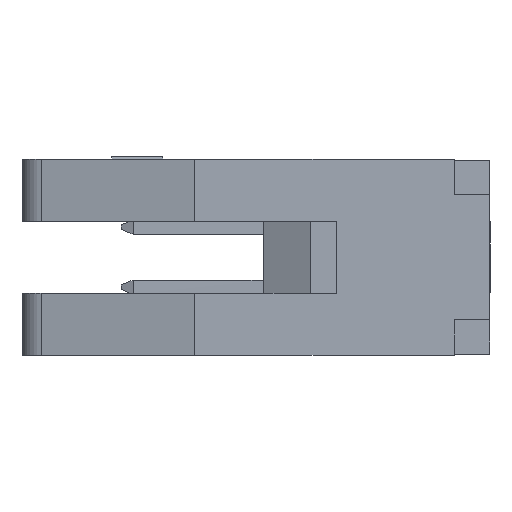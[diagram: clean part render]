
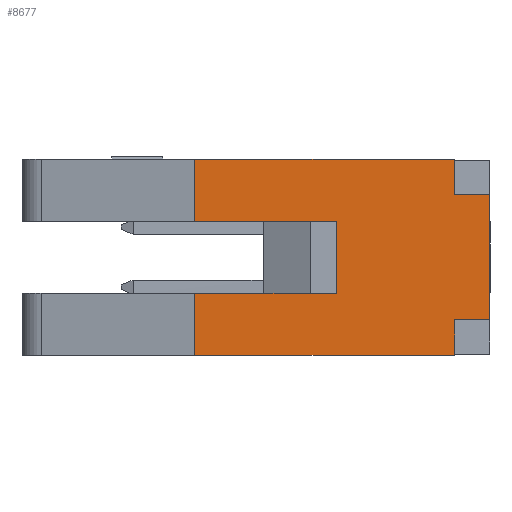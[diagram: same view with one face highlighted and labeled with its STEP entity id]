
A CAD part, left-side view. The second image highlights one B-rep face of the part: STEP entity #8677.
In plain terms, the highlighted planar face has unit normal (-1, 0, 0).
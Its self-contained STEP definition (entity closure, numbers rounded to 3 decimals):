
#7711=CARTESIAN_POINT('',(-5.2,1.5,-8.4));
#7712=VERTEX_POINT('',#7711);
#7719=CARTESIAN_POINT('',(-5.2,12.5,-8.4));
#7720=VERTEX_POINT('',#7719);
#7721=CARTESIAN_POINT('',(-5.2,1.5,-8.4));
#7722=DIRECTION('',(0.,1.,0.));
#7723=VECTOR('',#7722,11.);
#7724=LINE('',#7721,#7723);
#7725=EDGE_CURVE('',#7712,#7720,#7724,.T.);
#8004=CARTESIAN_POINT('',(-5.2,12.5,-0.1));
#8005=VERTEX_POINT('',#8004);
#8012=CARTESIAN_POINT('',(-5.2,1.5,-0.1));
#8013=VERTEX_POINT('',#8012);
#8014=CARTESIAN_POINT('',(-5.2,12.5,-0.1));
#8015=DIRECTION('',(0.,-1.,0.));
#8016=VECTOR('',#8015,11.);
#8017=LINE('',#8014,#8016);
#8018=EDGE_CURVE('',#8005,#8013,#8017,.T.);
#8580=CARTESIAN_POINT('',(-5.2,12.5,-2.725));
#8581=VERTEX_POINT('',#8580);
#8588=CARTESIAN_POINT('',(-5.2,12.5,-2.725));
#8589=DIRECTION('',(0.,0.,1.));
#8590=VECTOR('',#8589,2.625);
#8591=LINE('',#8588,#8590);
#8592=EDGE_CURVE('',#8581,#8005,#8591,.T.);
#8599=CARTESIAN_POINT('',(-5.2,19.8,-8.4));
#8600=DIRECTION('',(0.,0.,1.));
#8601=DIRECTION('',(-1.,0.,0.));
#8602=AXIS2_PLACEMENT_3D('',#8599,#8601,#8600);
#8603=PLANE('',#8602);
#8604=CARTESIAN_POINT('',(-5.2,1.5,-6.9));
#8605=VERTEX_POINT('',#8604);
#8606=CARTESIAN_POINT('',(-5.2,1.5,-8.4));
#8607=DIRECTION('',(0.,0.,1.));
#8608=VECTOR('',#8607,1.5);
#8609=LINE('',#8606,#8608);
#8610=EDGE_CURVE('',#7712,#8605,#8609,.T.);
#8611=ORIENTED_EDGE('',*,*,#8610,.T.);
#8612=CARTESIAN_POINT('',(-5.2,0.,-6.9));
#8613=VERTEX_POINT('',#8612);
#8614=CARTESIAN_POINT('',(-5.2,1.5,-6.9));
#8615=DIRECTION('',(0.,-1.,0.));
#8616=VECTOR('',#8615,1.5);
#8617=LINE('',#8614,#8616);
#8618=EDGE_CURVE('',#8605,#8613,#8617,.T.);
#8619=ORIENTED_EDGE('',*,*,#8618,.T.);
#8620=CARTESIAN_POINT('',(-5.2,0.,-1.6));
#8621=VERTEX_POINT('',#8620);
#8622=CARTESIAN_POINT('',(-5.2,0.,-6.9));
#8623=DIRECTION('',(0.,0.,1.));
#8624=VECTOR('',#8623,5.3);
#8625=LINE('',#8622,#8624);
#8626=EDGE_CURVE('',#8613,#8621,#8625,.T.);
#8627=ORIENTED_EDGE('',*,*,#8626,.T.);
#8628=CARTESIAN_POINT('',(-5.2,1.5,-1.6));
#8629=VERTEX_POINT('',#8628);
#8630=CARTESIAN_POINT('',(-5.2,0.,-1.6));
#8631=DIRECTION('',(0.,1.,0.));
#8632=VECTOR('',#8631,1.5);
#8633=LINE('',#8630,#8632);
#8634=EDGE_CURVE('',#8621,#8629,#8633,.T.);
#8635=ORIENTED_EDGE('',*,*,#8634,.T.);
#8636=CARTESIAN_POINT('',(-5.2,1.5,-1.6));
#8637=DIRECTION('',(0.,0.,1.));
#8638=VECTOR('',#8637,1.5);
#8639=LINE('',#8636,#8638);
#8640=EDGE_CURVE('',#8629,#8013,#8639,.T.);
#8641=ORIENTED_EDGE('',*,*,#8640,.T.);
#8642=ORIENTED_EDGE('',*,*,#8018,.F.);
#8643=ORIENTED_EDGE('',*,*,#8592,.F.);
#8644=CARTESIAN_POINT('',(-5.2,6.5,-2.725));
#8645=VERTEX_POINT('',#8644);
#8646=CARTESIAN_POINT('',(-5.2,12.5,-2.725));
#8647=DIRECTION('',(0.,-1.,0.));
#8648=VECTOR('',#8647,6.);
#8649=LINE('',#8646,#8648);
#8650=EDGE_CURVE('',#8581,#8645,#8649,.T.);
#8651=ORIENTED_EDGE('',*,*,#8650,.T.);
#8652=CARTESIAN_POINT('',(-5.2,6.5,-5.775));
#8653=VERTEX_POINT('',#8652);
#8654=CARTESIAN_POINT('',(-5.2,6.5,-2.725));
#8655=DIRECTION('',(0.,0.,-1.));
#8656=VECTOR('',#8655,3.05);
#8657=LINE('',#8654,#8656);
#8658=EDGE_CURVE('',#8645,#8653,#8657,.T.);
#8659=ORIENTED_EDGE('',*,*,#8658,.T.);
#8660=CARTESIAN_POINT('',(-5.2,12.5,-5.775));
#8661=VERTEX_POINT('',#8660);
#8662=CARTESIAN_POINT('',(-5.2,6.5,-5.775));
#8663=DIRECTION('',(0.,1.,0.));
#8664=VECTOR('',#8663,6.);
#8665=LINE('',#8662,#8664);
#8666=EDGE_CURVE('',#8653,#8661,#8665,.T.);
#8667=ORIENTED_EDGE('',*,*,#8666,.T.);
#8668=CARTESIAN_POINT('',(-5.2,12.5,-5.775));
#8669=DIRECTION('',(0.,0.,-1.));
#8670=VECTOR('',#8669,2.625);
#8671=LINE('',#8668,#8670);
#8672=EDGE_CURVE('',#8661,#7720,#8671,.T.);
#8673=ORIENTED_EDGE('',*,*,#8672,.T.);
#8674=ORIENTED_EDGE('',*,*,#7725,.F.);
#8675=EDGE_LOOP('',(#8611,#8619,#8627,#8635,#8641,#8642,#8643,#8651,#8659,#8667,#8673,#8674));
#8676=FACE_OUTER_BOUND('',#8675,.T.);
#8677=ADVANCED_FACE('',(#8676),#8603,.T.);
